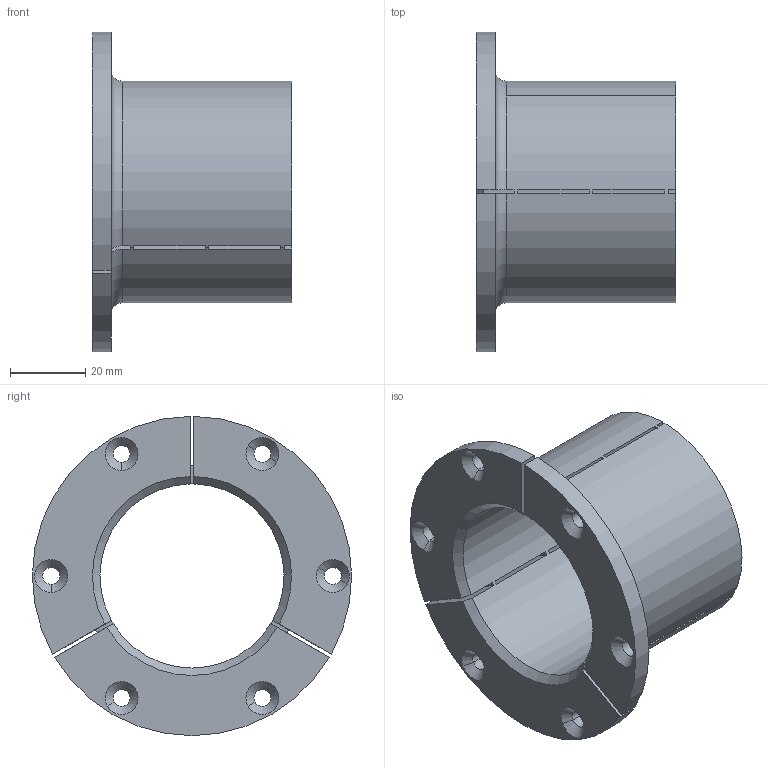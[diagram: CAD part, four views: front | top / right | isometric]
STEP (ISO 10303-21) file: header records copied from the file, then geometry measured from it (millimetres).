
FILE_DESCRIPTION (( 'STEP AP214' ), '1' );
FILE_NAME ('Ð.ÏÇÖ.041.03-02 Ñòàêàí âàð 2 òîëùå.STEP', '2018-11-22T16:44:52', ( '' ), ( '' ), 'SwSTEP 2.0', 'SolidWorks 2017', '' );
FILE_SCHEMA (( 'AUTOMOTIVE_DESIGN' ));
Length unit declared in the file: millimetre
Products named in the file (1): Ð.ÏÇÖ.041.03-02 Ñòàêàí âàð 2 òîëùå
Bounding box: 53 x 85 x 85 mm (x, y, z)
Volume: 57718 mm3; surface area: 27116.7 mm2
Topology: 1 solids, 1 shells, 91 faces, 267 edges, 172 vertices
Faces by surface type: plane 51, cylinder 19, cone 18, torus 3
Entity records: 3240 total; most frequent: CARTESIAN_POINT 669, DIRECTION 548, ORIENTED_EDGE 534, EDGE_CURVE 267, AXIS2_PLACEMENT_3D 207, VERTEX_POINT 172, LINE 134, VECTOR 134
